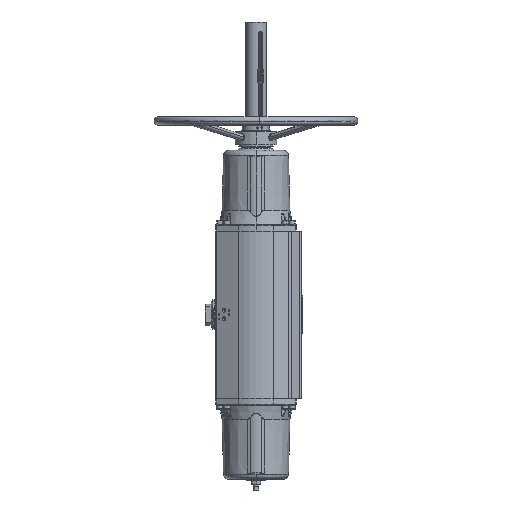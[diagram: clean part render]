
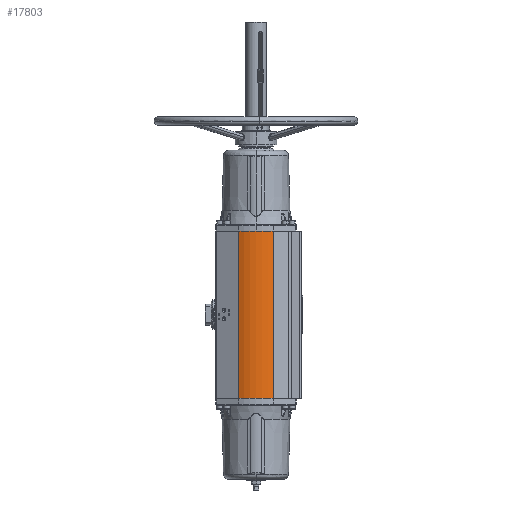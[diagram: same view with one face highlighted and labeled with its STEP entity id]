
A CAD part, left-side view. The second image highlights one B-rep face of the part: STEP entity #17803.
In plain terms, the highlighted cylindrical face has radius 110 mm (diameter 220 mm), a partial arc.
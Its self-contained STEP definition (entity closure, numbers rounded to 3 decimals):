
#394 = ORIENTED_EDGE ( 'NONE', *, *, #81134, .T. ) ;
#3192 = CARTESIAN_POINT ( 'NONE',  ( -98.337, 49.292, 0. ) ) ;
#3972 = DIRECTION ( 'NONE',  ( 0., 0., 1. ) ) ;
#8226 = FACE_OUTER_BOUND ( 'NONE', #33109, .T. ) ;
#9130 = CARTESIAN_POINT ( 'NONE',  ( 0., 0., 0. ) ) ;
#15216 = DIRECTION ( 'NONE',  ( 0., 0., 1. ) ) ;
#17803 = ADVANCED_FACE ( 'Defeatured_0_79', ( #8226 ), #75964, .T. ) ;
#18624 = VERTEX_POINT ( 'NONE', #32408 ) ;
#19424 = DIRECTION ( 'NONE',  ( 0., 0., 1. ) ) ;
#22010 = CARTESIAN_POINT ( 'NONE',  ( -110., 0., 0. ) ) ;
#23660 = LINE ( 'NONE', #27882, #70424 ) ;
#26072 = VECTOR ( 'NONE', #38642, 1000. ) ;
#27882 = CARTESIAN_POINT ( 'NONE',  ( -98.337, 49.292, -481. ) ) ;
#28621 = VERTEX_POINT ( 'NONE', #35246 ) ;
#28781 = CARTESIAN_POINT ( 'NONE',  ( -98.282, -49.404, -481. ) ) ;
#29809 = AXIS2_PLACEMENT_3D ( 'NONE', #58619, #67136, #47306 ) ;
#31656 = DIRECTION ( 'NONE',  ( 1., 0., 0. ) ) ;
#32408 = CARTESIAN_POINT ( 'NONE',  ( -98.282, -49.404, 0. ) ) ;
#32596 = CIRCLE ( 'NONE', #73103, 110. ) ;
#33109 = EDGE_LOOP ( 'NONE', ( #33617, #82174, #394, #51344, #42956 ) ) ;
#33617 = ORIENTED_EDGE ( 'NONE', *, *, #82166, .F. ) ;
#33672 = EDGE_CURVE ( 'Defeatured_0_762+Defeatured_0_79+Defeatured_0_73+Defeatured_0_70', #70771, #18624, #32596, .T. ) ;
#35246 = CARTESIAN_POINT ( 'NONE',  ( -98.337, 49.292, -481. ) ) ;
#36272 = AXIS2_PLACEMENT_3D ( 'NONE', #9130, #75463, #31656 ) ;
#37847 = CARTESIAN_POINT ( 'NONE',  ( 0., 0., -481. ) ) ;
#38642 = DIRECTION ( 'NONE',  ( 0., 0., 1. ) ) ;
#39010 = CIRCLE ( 'NONE', #29809, 110. ) ;
#42956 = ORIENTED_EDGE ( 'NONE', *, *, #33672, .F. ) ;
#46244 = CARTESIAN_POINT ( 'NONE',  ( 0., 0., 0. ) ) ;
#47306 = DIRECTION ( 'NONE',  ( 1., 0., 0. ) ) ;
#51344 = ORIENTED_EDGE ( 'NONE', *, *, #66397, .T. ) ;
#51886 = CIRCLE ( 'NONE', #36272, 110. ) ;
#54005 = VERTEX_POINT ( 'NONE', #28781 ) ;
#54991 = VERTEX_POINT ( 'NONE', #3192 ) ;
#58619 = CARTESIAN_POINT ( 'NONE',  ( 0., 0., -481. ) ) ;
#65283 = CARTESIAN_POINT ( 'NONE',  ( -98.282, -49.404, -481. ) ) ;
#66397 = EDGE_CURVE ( 'Defeatured_0_79+Defeatured_0_78+Defeatured_0_273+Defeatured_0_762', #54005, #18624, #76759, .T. ) ;
#67136 = DIRECTION ( 'NONE',  ( 0., 0., 1. ) ) ;
#68909 = DIRECTION ( 'NONE',  ( 1., 0., 0. ) ) ;
#70424 = VECTOR ( 'NONE', #3972, 1000. ) ;
#70771 = VERTEX_POINT ( 'NONE', #22010 ) ;
#73103 = AXIS2_PLACEMENT_3D ( 'NONE', #46244, #15216, #81642 ) ;
#75463 = DIRECTION ( 'NONE',  ( 0., 0., 1. ) ) ;
#75699 = EDGE_CURVE ( 'Defeatured_0_75+Defeatured_0_79+Defeatured_0_72+Defeatured_0_73', #28621, #54991, #23660, .T. ) ;
#75964 = CYLINDRICAL_SURFACE ( 'NONE', #85159, 110. ) ;
#76759 = LINE ( 'NONE', #65283, #26072 ) ;
#81134 = EDGE_CURVE ( 'Defeatured_0_79+Defeatured_0_273+Defeatured_0_75+Defeatured_0_78', #28621, #54005, #39010, .T. ) ;
#81642 = DIRECTION ( 'NONE',  ( 1., 0., 0. ) ) ;
#82166 = EDGE_CURVE ( 'Defeatured_0_762+Defeatured_0_79+Defeatured_0_73+Defeatured_0_70', #54991, #70771, #51886, .T. ) ;
#82174 = ORIENTED_EDGE ( 'NONE', *, *, #75699, .F. ) ;
#85159 = AXIS2_PLACEMENT_3D ( 'NONE', #37847, #19424, #68909 ) ;
